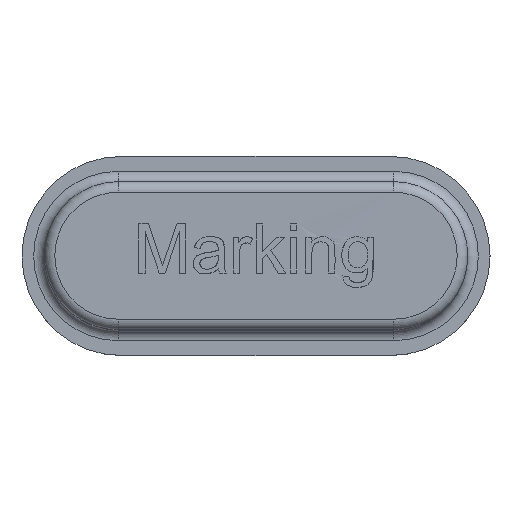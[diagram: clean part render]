
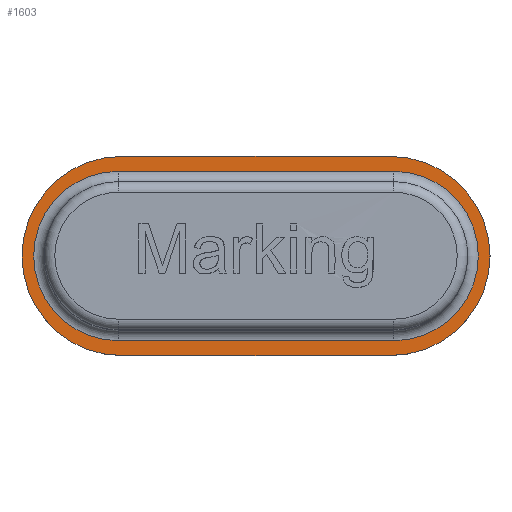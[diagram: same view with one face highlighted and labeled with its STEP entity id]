
A CAD part, top view. The second image highlights one B-rep face of the part: STEP entity #1603.
In plain terms, the highlighted planar face has unit normal (0, 0, 1).
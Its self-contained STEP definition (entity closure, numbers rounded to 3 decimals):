
#164=LINE('',#2753,#238);
#167=LINE('',#2760,#241);
#226=LINE('',#3865,#300);
#227=LINE('',#3869,#301);
#238=VECTOR('',#2451,1000.);
#241=VECTOR('',#2458,1000.);
#300=VECTOR('',#2685,1000.);
#301=VECTOR('',#2688,1000.);
#685=ORIENTED_EDGE('',*,*,#1010,.T.);
#686=ORIENTED_EDGE('',*,*,#1011,.T.);
#687=ORIENTED_EDGE('',*,*,#1012,.T.);
#688=ORIENTED_EDGE('',*,*,#1013,.T.);
#689=ORIENTED_EDGE('',*,*,#808,.T.);
#690=ORIENTED_EDGE('',*,*,#802,.F.);
#691=ORIENTED_EDGE('',*,*,#804,.T.);
#692=ORIENTED_EDGE('',*,*,#810,.F.);
#802=EDGE_CURVE('',#1033,#1030,#1188,.T.);
#804=EDGE_CURVE('',#1033,#1035,#164,.T.);
#808=EDGE_CURVE('',#1036,#1030,#167,.T.);
#810=EDGE_CURVE('',#1036,#1035,#1192,.T.);
#1010=EDGE_CURVE('',#1173,#1174,#1205,.T.);
#1011=EDGE_CURVE('',#1174,#1175,#226,.T.);
#1012=EDGE_CURVE('',#1175,#1176,#1206,.T.);
#1013=EDGE_CURVE('',#1176,#1173,#227,.T.);
#1030=VERTEX_POINT('',#2742);
#1033=VERTEX_POINT('',#2747);
#1035=VERTEX_POINT('',#2752);
#1036=VERTEX_POINT('',#2757);
#1173=VERTEX_POINT('',#3863);
#1174=VERTEX_POINT('',#3864);
#1175=VERTEX_POINT('',#3866);
#1176=VERTEX_POINT('',#3868);
#1188=CIRCLE('',#2312,2.);
#1192=CIRCLE('',#2319,2.);
#1205=CIRCLE('',#2400,2.35);
#1206=CIRCLE('',#2401,2.35);
#1305=EDGE_LOOP('',(#685,#686,#687,#688));
#1306=EDGE_LOOP('',(#689,#690,#691,#692));
#1423=FACE_BOUND('',#1305,.T.);
#1424=FACE_BOUND('',#1306,.T.);
#1507=PLANE('',#2399);
#1603=ADVANCED_FACE('',(#1423,#1424),#1507,.T.);
#2312=AXIS2_PLACEMENT_3D('',#2748,#2445,#2446);
#2319=AXIS2_PLACEMENT_3D('',#2763,#2463,#2464);
#2399=AXIS2_PLACEMENT_3D('',#3861,#2681,#2682);
#2400=AXIS2_PLACEMENT_3D('',#3862,#2683,#2684);
#2401=AXIS2_PLACEMENT_3D('',#3867,#2686,#2687);
#2445=DIRECTION('',(0.,0.,1.));
#2446=DIRECTION('',(1.,0.,0.));
#2451=DIRECTION('',(1.,0.,0.));
#2458=DIRECTION('',(-1.,0.,0.));
#2463=DIRECTION('',(0.,0.,1.));
#2464=DIRECTION('',(1.,0.,0.));
#2681=DIRECTION('',(0.,0.,1.));
#2682=DIRECTION('',(1.,0.,0.));
#2683=DIRECTION('',(0.,0.,1.));
#2684=DIRECTION('',(1.,0.,0.));
#2685=DIRECTION('',(1.,0.,0.));
#2686=DIRECTION('',(0.,0.,1.));
#2687=DIRECTION('',(-1.,0.,0.));
#2688=DIRECTION('',(-1.,0.,0.));
#2742=CARTESIAN_POINT('',(-3.25,-2.,13.4));
#2747=CARTESIAN_POINT('',(-3.25,2.,13.4));
#2748=CARTESIAN_POINT('',(-3.25,0.,13.4));
#2752=CARTESIAN_POINT('',(3.25,2.,13.4));
#2753=CARTESIAN_POINT('',(-3.175,2.,13.4));
#2757=CARTESIAN_POINT('',(3.25,-2.,13.4));
#2760=CARTESIAN_POINT('',(-3.175,-2.,13.4));
#2763=CARTESIAN_POINT('',(3.25,0.,13.4));
#3861=CARTESIAN_POINT('',(-3.175,0.,13.4));
#3862=CARTESIAN_POINT('',(-3.175,0.,13.4));
#3863=CARTESIAN_POINT('',(-3.175,2.35,13.4));
#3864=CARTESIAN_POINT('',(-3.175,-2.35,13.4));
#3865=CARTESIAN_POINT('',(-3.175,-2.35,13.4));
#3866=CARTESIAN_POINT('',(3.175,-2.35,13.4));
#3867=CARTESIAN_POINT('',(3.175,0.,13.4));
#3868=CARTESIAN_POINT('',(3.175,2.35,13.4));
#3869=CARTESIAN_POINT('',(3.175,2.35,13.4));
